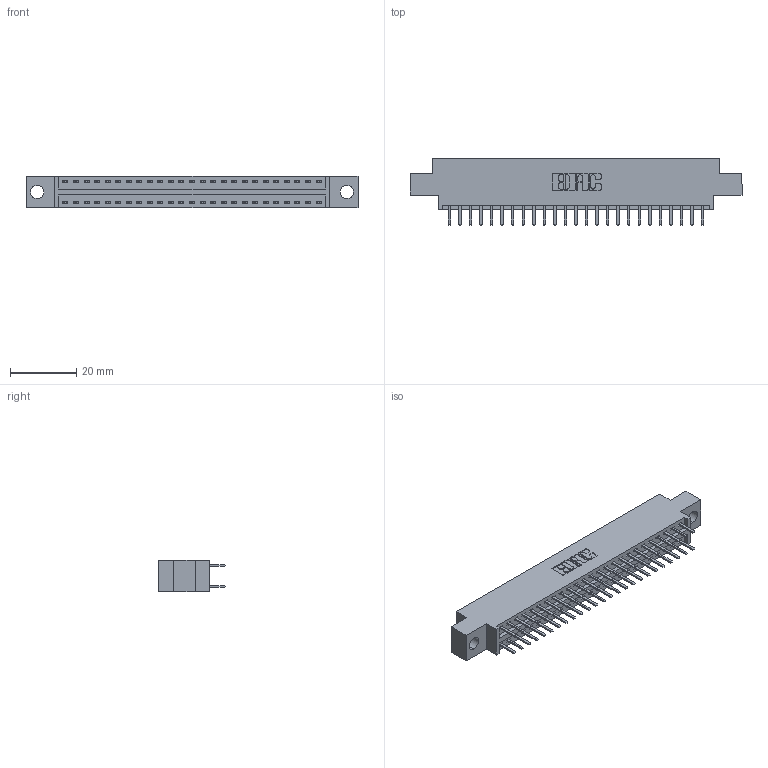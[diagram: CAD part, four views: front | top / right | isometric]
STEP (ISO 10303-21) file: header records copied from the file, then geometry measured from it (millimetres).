
FILE_DESCRIPTION (( 'STEP AP203' ), '1' );
FILE_NAME ('346-050-520-804.STEP', '2022-05-20T22:44:24', ( '' ), ( '' ), 'SwSTEP 2.0', 'SolidWorks 2020', '' );
FILE_SCHEMA (( 'CONFIG_CONTROL_DESIGN' ));
Length unit declared in the file: inch
Products named in the file (3): 346 Part_0.170 Offset - 0.156 Dia-TH; 346-050-520-804; 345-292-001_345-293-120
Assembly tree (51 placements, depth 2):
  346-050-520-804
    346 Part_0.170 Offset - 0.156 Dia-TH
    345-292-001_345-293-120  x50
Bounding box: 99.95 x 20.02 x 9.4 mm (x, y, z)
Volume: 9331.7 mm3; surface area: 12535.8 mm2
Topology: 51 solids, 51 shells, 2940 faces, 8527 edges, 5550 vertices
Faces by surface type: plane 1944, cylinder 996
Entity records: 19269 total; most frequent: CARTESIAN_POINT 3218, ORIENTED_EDGE 3138, DIRECTION 2873, EDGE_CURVE 1569, LINE 1333, VECTOR 1333, VERTEX_POINT 1042, AXIS2_PLACEMENT_3D 770
